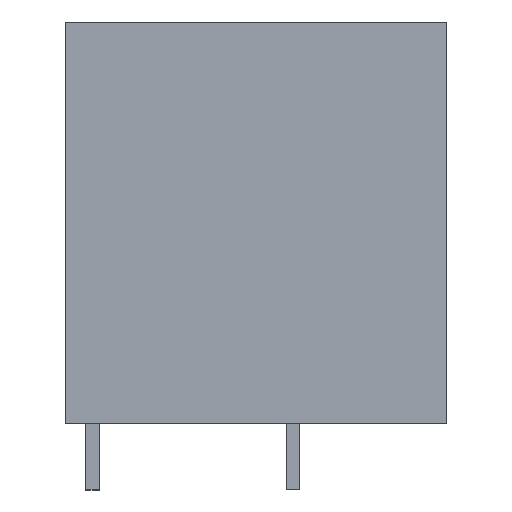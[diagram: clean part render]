
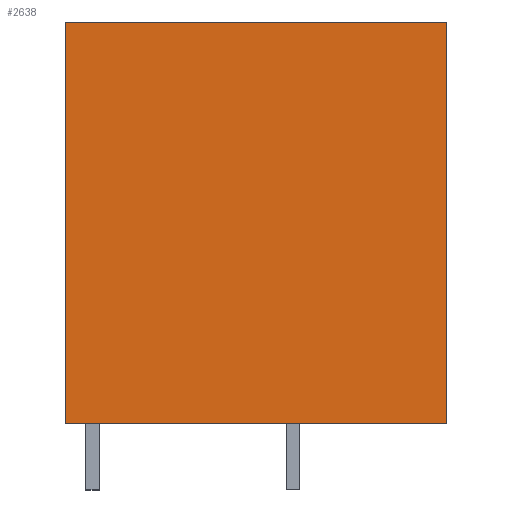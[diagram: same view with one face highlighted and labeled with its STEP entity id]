
A CAD part, left-side view. The second image highlights one B-rep face of the part: STEP entity #2638.
In plain terms, the highlighted planar face has unit normal (-1, 0, 0).
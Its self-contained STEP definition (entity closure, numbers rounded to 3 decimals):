
#2618=AXIS2_PLACEMENT_3D('Plane Axis2P3D',#2615,#2616,#2617) ;
#40=CARTESIAN_POINT('Vertex',(0.,0.,5.)) ;
#45=CARTESIAN_POINT('Line Origine',(0.,14.275,5.)) ;
#49=CARTESIAN_POINT('Vertex',(0.,28.55,5.)) ;
#1560=CARTESIAN_POINT('Line Origine',(0.,0.,20.)) ;
#1564=CARTESIAN_POINT('Vertex',(0.,0.,35.)) ;
#2615=CARTESIAN_POINT('Axis2P3D Location',(0.,28.55,0.)) ;
#2620=CARTESIAN_POINT('Line Origine',(0.,14.275,35.)) ;
#2624=CARTESIAN_POINT('Vertex',(0.,28.55,35.)) ;
#2627=CARTESIAN_POINT('Line Origine',(0.,28.55,20.)) ;
#46=DIRECTION('Vector Direction',(0.,-1.,0.)) ;
#1561=DIRECTION('Vector Direction',(0.,0.,1.)) ;
#2616=DIRECTION('Axis2P3D Direction',(-1.,0.,0.)) ;
#2617=DIRECTION('Axis2P3D XDirection',(0.,-1.,0.)) ;
#2621=DIRECTION('Vector Direction',(0.,1.,0.)) ;
#2628=DIRECTION('Vector Direction',(0.,0.,-1.)) ;
#47=VECTOR('Line Direction',#46,1.) ;
#1562=VECTOR('Line Direction',#1561,1.) ;
#2622=VECTOR('Line Direction',#2621,1.) ;
#2629=VECTOR('Line Direction',#2628,1.) ;
#2633=ORIENTED_EDGE('',*,*,#51,.T.) ;
#2634=ORIENTED_EDGE('',*,*,#1566,.T.) ;
#2635=ORIENTED_EDGE('',*,*,#2626,.T.) ;
#2636=ORIENTED_EDGE('',*,*,#2631,.T.) ;
#2638=ADVANCED_FACE('HOUSING',(#2637),#2619,.T.) ;
#51=EDGE_CURVE('',#50,#41,#48,.T.) ;
#1566=EDGE_CURVE('',#41,#1565,#1563,.T.) ;
#2626=EDGE_CURVE('',#1565,#2625,#2623,.T.) ;
#2631=EDGE_CURVE('',#2625,#50,#2630,.T.) ;
#2632=EDGE_LOOP('',(#2633,#2634,#2635,#2636)) ;
#2637=FACE_OUTER_BOUND('',#2632,.T.) ;
#48=LINE('Line',#45,#47) ;
#1563=LINE('Line',#1560,#1562) ;
#2623=LINE('Line',#2620,#2622) ;
#2630=LINE('Line',#2627,#2629) ;
#2619=PLANE('',#2618) ;
#41=VERTEX_POINT('',#40) ;
#50=VERTEX_POINT('',#49) ;
#1565=VERTEX_POINT('',#1564) ;
#2625=VERTEX_POINT('',#2624) ;
